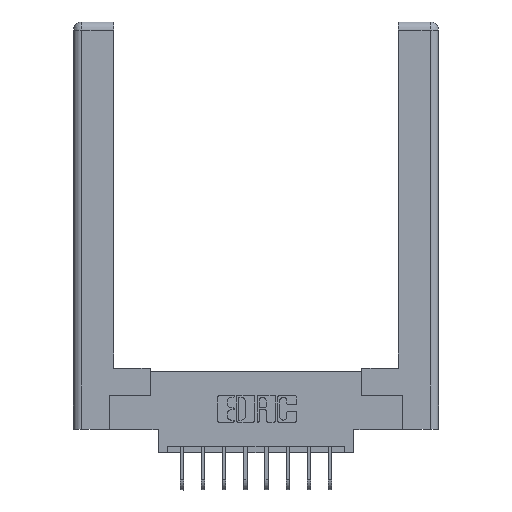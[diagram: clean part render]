
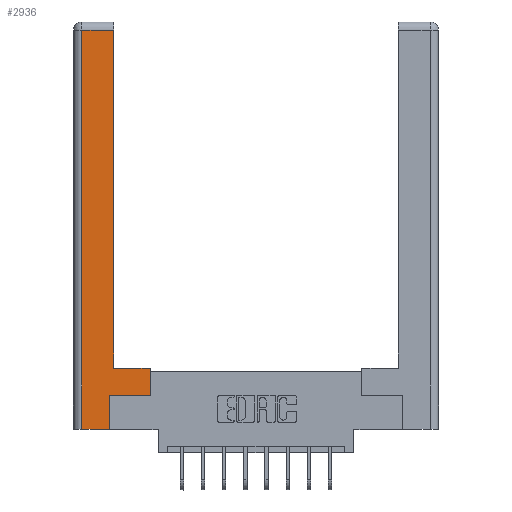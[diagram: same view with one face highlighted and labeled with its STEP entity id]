
A CAD part, top view. The second image highlights one B-rep face of the part: STEP entity #2936.
In plain terms, the highlighted planar face has unit normal (0, 0, 1).
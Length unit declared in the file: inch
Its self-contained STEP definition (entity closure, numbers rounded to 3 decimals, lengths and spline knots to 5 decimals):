
#41 = AXIS2_PLACEMENT_3D ( 'NONE', #9680, #2485, #12620 ) ;
#54 = EDGE_CURVE ( 'NONE', #6092, #8269, #11444, .T. ) ;
#402 = EDGE_CURVE ( 'NONE', #8269, #3925, #9357, .T. ) ;
#587 = CARTESIAN_POINT ( 'NONE',  ( 0.565, 0.245, 0. ) ) ;
#785 = EDGE_CURVE ( 'NONE', #11179, #2046, #11417, .T. ) ;
#984 = DIRECTION ( 'NONE',  ( 1., 0., 0. ) ) ;
#1077 = CARTESIAN_POINT ( 'NONE',  ( 0.0615, 2.94, 0. ) ) ;
#1204 = ORIENTED_EDGE ( 'NONE', *, *, #54, .T. ) ;
#1981 = VERTEX_POINT ( 'NONE', #8887 ) ;
#2043 = CARTESIAN_POINT ( 'NONE',  ( 0.295, 2.94, 0. ) ) ;
#2046 = VERTEX_POINT ( 'NONE', #9009 ) ;
#2158 = VECTOR ( 'NONE', #5735, 39.37008 ) ;
#2281 = CARTESIAN_POINT ( 'NONE',  ( 0.0615, 2.94, 0. ) ) ;
#2485 = DIRECTION ( 'NONE',  ( 0., 0., -1. ) ) ;
#2599 = CARTESIAN_POINT ( 'NONE',  ( 0.265, 0.245, 0. ) ) ;
#2894 = CARTESIAN_POINT ( 'NONE',  ( 0.265, 0., 0. ) ) ;
#2936 = ADVANCED_FACE ( 'NONE', ( #9510 ), #3516, .F. ) ;
#3166 = EDGE_CURVE ( 'NONE', #1981, #6299, #9666, .T. ) ;
#3191 = ORIENTED_EDGE ( 'NONE', *, *, #3166, .T. ) ;
#3248 = VECTOR ( 'NONE', #7418, 39.37008 ) ;
#3333 = EDGE_CURVE ( 'NONE', #6299, #6751, #12210, .T. ) ;
#3516 = PLANE ( 'NONE',  #41 ) ;
#3732 = EDGE_CURVE ( 'NONE', #6751, #11179, #6451, .T. ) ;
#3925 = VERTEX_POINT ( 'NONE', #587 ) ;
#4029 = EDGE_CURVE ( 'NONE', #2046, #6092, #8843, .T. ) ;
#4420 = DIRECTION ( 'NONE',  ( 0., 1., 0. ) ) ;
#4697 = VECTOR ( 'NONE', #984, 39.37008 ) ;
#4718 = CARTESIAN_POINT ( 'NONE',  ( 0.0615, 0., 0. ) ) ;
#5175 = CARTESIAN_POINT ( 'NONE',  ( 0.565, 0.245, 0. ) ) ;
#5333 = VECTOR ( 'NONE', #4420, 39.37008 ) ;
#5735 = DIRECTION ( 'NONE',  ( 0., -1., 0. ) ) ;
#6092 = VERTEX_POINT ( 'NONE', #2894 ) ;
#6299 = VERTEX_POINT ( 'NONE', #11724 ) ;
#6308 = VECTOR ( 'NONE', #6774, 39.37008 ) ;
#6451 = LINE ( 'NONE', #2281, #3248 ) ;
#6486 = VECTOR ( 'NONE', #10215, 39.37008 ) ;
#6751 = VERTEX_POINT ( 'NONE', #2043 ) ;
#6774 = DIRECTION ( 'NONE',  ( -1., 0., 0. ) ) ;
#6839 = CARTESIAN_POINT ( 'NONE',  ( 0.295, 3., 0. ) ) ;
#7099 = ORIENTED_EDGE ( 'NONE', *, *, #785, .T. ) ;
#7368 = ORIENTED_EDGE ( 'NONE', *, *, #3732, .T. ) ;
#7418 = DIRECTION ( 'NONE',  ( -1., 0., 0. ) ) ;
#7849 = CARTESIAN_POINT ( 'NONE',  ( 0.295, 0.45, 0. ) ) ;
#7942 = ORIENTED_EDGE ( 'NONE', *, *, #402, .T. ) ;
#8269 = VERTEX_POINT ( 'NONE', #2599 ) ;
#8843 = LINE ( 'NONE', #9286, #4697 ) ;
#8887 = CARTESIAN_POINT ( 'NONE',  ( 0.565, 0.45, 0. ) ) ;
#9009 = CARTESIAN_POINT ( 'NONE',  ( 0.0615, 0., 0. ) ) ;
#9236 = DIRECTION ( 'NONE',  ( 1., 0., 0. ) ) ;
#9254 = ORIENTED_EDGE ( 'NONE', *, *, #3333, .T. ) ;
#9286 = CARTESIAN_POINT ( 'NONE',  ( 0.265, 0., 0. ) ) ;
#9357 = LINE ( 'NONE', #5175, #12070 ) ;
#9499 = VECTOR ( 'NONE', #12894, 39.37008 ) ;
#9510 = FACE_OUTER_BOUND ( 'NONE', #10189, .T. ) ;
#9666 = LINE ( 'NONE', #7849, #6308 ) ;
#9680 = CARTESIAN_POINT ( 'NONE',  ( 0., 0., 0. ) ) ;
#10151 = ORIENTED_EDGE ( 'NONE', *, *, #10558, .T. ) ;
#10189 = EDGE_LOOP ( 'NONE', ( #9254, #7368, #7099, #13024, #1204, #7942, #10151, #3191 ) ) ;
#10215 = DIRECTION ( 'NONE',  ( 0., 1., 0. ) ) ;
#10558 = EDGE_CURVE ( 'NONE', #3925, #1981, #12824, .T. ) ;
#11179 = VERTEX_POINT ( 'NONE', #1077 ) ;
#11182 = CARTESIAN_POINT ( 'NONE',  ( 0.265, 0.245, 0. ) ) ;
#11417 = LINE ( 'NONE', #4718, #2158 ) ;
#11444 = LINE ( 'NONE', #11182, #6486 ) ;
#11724 = CARTESIAN_POINT ( 'NONE',  ( 0.295, 0.45, 0. ) ) ;
#12070 = VECTOR ( 'NONE', #9236, 39.37008 ) ;
#12210 = LINE ( 'NONE', #6839, #9499 ) ;
#12522 = CARTESIAN_POINT ( 'NONE',  ( 0.565, 0.45, 0. ) ) ;
#12620 = DIRECTION ( 'NONE',  ( -1., 0., 0. ) ) ;
#12824 = LINE ( 'NONE', #12522, #5333 ) ;
#12894 = DIRECTION ( 'NONE',  ( 0., 1., 0. ) ) ;
#13024 = ORIENTED_EDGE ( 'NONE', *, *, #4029, .T. ) ;
